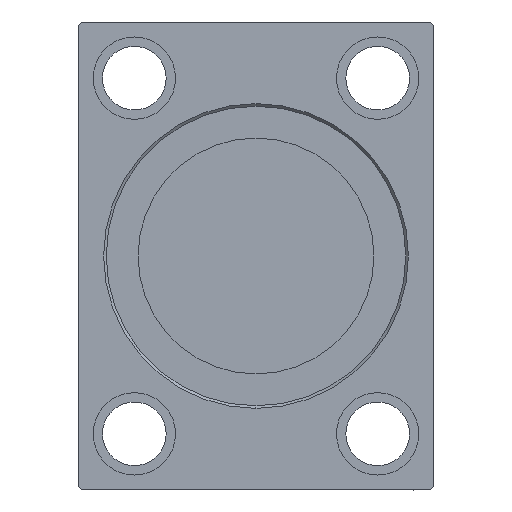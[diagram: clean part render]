
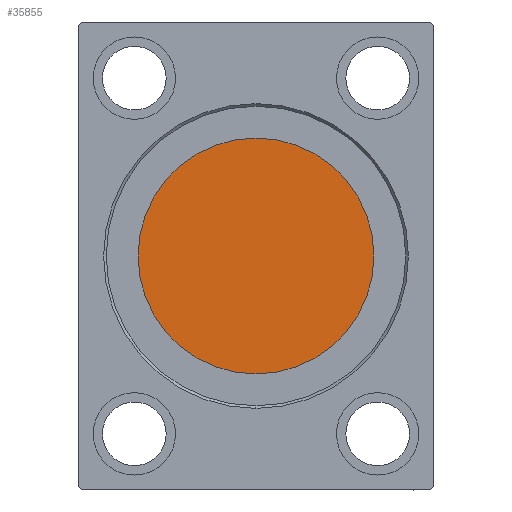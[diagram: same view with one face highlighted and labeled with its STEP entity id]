
A CAD part, left-side view. The second image highlights one B-rep face of the part: STEP entity #35855.
In plain terms, the highlighted planar face has unit normal (-1, 0, 0).
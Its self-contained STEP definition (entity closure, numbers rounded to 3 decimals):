
#3791 = DIRECTION ( 'NONE',  ( 0., 0., 1. ) ) ;
#7478 = VERTEX_POINT ( 'NONE', #11912 ) ;
#8180 = CARTESIAN_POINT ( 'NONE',  ( 210.2, 0., 31.5 ) ) ;
#11299 = EDGE_CURVE ( 'NONE', #7478, #39710, #13872, .T. ) ;
#11912 = CARTESIAN_POINT ( 'NONE',  ( 210.2, 0., -31.5 ) ) ;
#13013 = DIRECTION ( 'NONE',  ( 0., 0., 1. ) ) ;
#13255 = DIRECTION ( 'NONE',  ( -1., 0., 0. ) ) ;
#13872 = CIRCLE ( 'NONE', #28385, 31.5 ) ;
#14347 = CARTESIAN_POINT ( 'NONE',  ( 210.2, 0., 0. ) ) ;
#15574 = ORIENTED_EDGE ( 'NONE', *, *, #33602, .T. ) ;
#17667 = AXIS2_PLACEMENT_3D ( 'NONE', #34741, #29976, #13013 ) ;
#19043 = FACE_OUTER_BOUND ( 'NONE', #27664, .T. ) ;
#20117 = CARTESIAN_POINT ( 'NONE',  ( 210.2, 0., 0. ) ) ;
#21629 = PLANE ( 'NONE',  #17667 ) ;
#27447 = DIRECTION ( 'NONE',  ( -1., 0., 0. ) ) ;
#27664 = EDGE_LOOP ( 'NONE', ( #15574, #34853 ) ) ;
#27942 = CIRCLE ( 'NONE', #39580, 31.5 ) ;
#28385 = AXIS2_PLACEMENT_3D ( 'NONE', #20117, #13255, #3791 ) ;
#29976 = DIRECTION ( 'NONE',  ( -1., 0., 0. ) ) ;
#33602 = EDGE_CURVE ( 'NONE', #39710, #7478, #27942, .T. ) ;
#34741 = CARTESIAN_POINT ( 'NONE',  ( 210.2, 0., 0. ) ) ;
#34853 = ORIENTED_EDGE ( 'NONE', *, *, #11299, .T. ) ;
#35855 = ADVANCED_FACE ( 'NONE', ( #19043 ), #21629, .T. ) ;
#39580 = AXIS2_PLACEMENT_3D ( 'NONE', #14347, #27447, #40546 ) ;
#39710 = VERTEX_POINT ( 'NONE', #8180 ) ;
#40546 = DIRECTION ( 'NONE',  ( 0., 0., 1. ) ) ;
